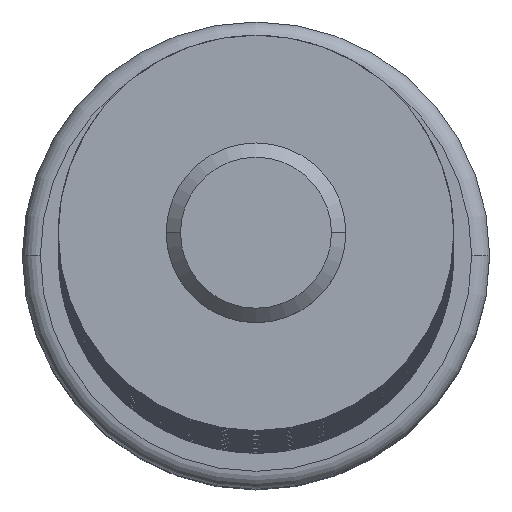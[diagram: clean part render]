
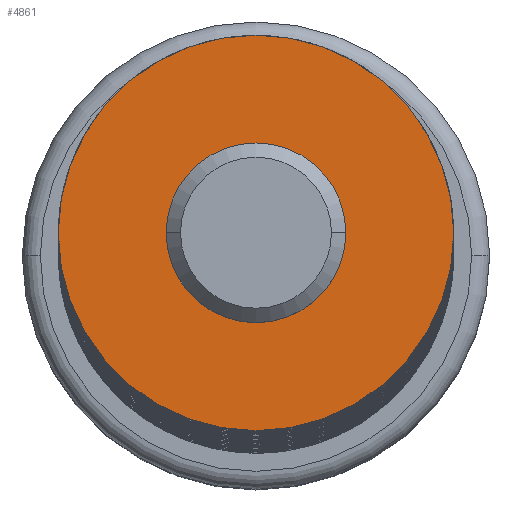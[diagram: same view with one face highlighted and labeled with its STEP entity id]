
A CAD part, top view. The second image highlights one B-rep face of the part: STEP entity #4861.
In plain terms, the highlighted planar face has unit normal (0, 0, 1).
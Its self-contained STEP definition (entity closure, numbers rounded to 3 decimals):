
#430 = VERTEX_POINT ( 'NONE', #12205 ) ;
#567 = EDGE_CURVE ( 'NONE', #430, #10656, #11611, .T. ) ;
#583 = AXIS2_PLACEMENT_3D ( 'NONE', #668, #759, #4766 ) ;
#668 = CARTESIAN_POINT ( 'NONE',  ( 0., 0., 0. ) ) ;
#759 = DIRECTION ( 'NONE',  ( 0., 0., -1. ) ) ;
#1001 = DIRECTION ( 'NONE',  ( -1., 0., 0. ) ) ;
#1140 = CIRCLE ( 'NONE', #1236, 1.25 ) ;
#1236 = AXIS2_PLACEMENT_3D ( 'NONE', #7761, #4825, #10926 ) ;
#1729 = AXIS2_PLACEMENT_3D ( 'NONE', #6450, #4449, #5422 ) ;
#1819 = CIRCLE ( 'NONE', #12602, 2.75 ) ;
#1991 = VERTEX_POINT ( 'NONE', #10769 ) ;
#2871 = FACE_OUTER_BOUND ( 'NONE', #2974, .T. ) ;
#2974 = EDGE_LOOP ( 'NONE', ( #11071, #4703 ) ) ;
#2991 = CIRCLE ( 'NONE', #583, 2.75 ) ;
#3221 = ORIENTED_EDGE ( 'NONE', *, *, #11626, .T. ) ;
#3636 = EDGE_CURVE ( 'NONE', #9196, #1991, #1819, .T. ) ;
#4449 = DIRECTION ( 'NONE',  ( 0., 0., -1. ) ) ;
#4474 = DIRECTION ( 'NONE',  ( 0., 0., -1. ) ) ;
#4703 = ORIENTED_EDGE ( 'NONE', *, *, #3636, .F. ) ;
#4766 = DIRECTION ( 'NONE',  ( -1., 0., 0. ) ) ;
#4825 = DIRECTION ( 'NONE',  ( 0., 0., -1. ) ) ;
#4861 = ADVANCED_FACE ( 'NONE', ( #2871, #10837 ), #11788, .F. ) ;
#5422 = DIRECTION ( 'NONE',  ( -1., 0., 0. ) ) ;
#5631 = CARTESIAN_POINT ( 'NONE',  ( -1.25, 0., 0. ) ) ;
#5822 = CARTESIAN_POINT ( 'NONE',  ( 0., 0., 0. ) ) ;
#6450 = CARTESIAN_POINT ( 'NONE',  ( 0., 0., 0. ) ) ;
#6875 = DIRECTION ( 'NONE',  ( 0., 0., -1. ) ) ;
#7761 = CARTESIAN_POINT ( 'NONE',  ( 0., 0., 0. ) ) ;
#9196 = VERTEX_POINT ( 'NONE', #9293 ) ;
#9293 = CARTESIAN_POINT ( 'NONE',  ( -2.75, 0., 0. ) ) ;
#9983 = ORIENTED_EDGE ( 'NONE', *, *, #567, .T. ) ;
#10607 = AXIS2_PLACEMENT_3D ( 'NONE', #5822, #6875, #1001 ) ;
#10656 = VERTEX_POINT ( 'NONE', #5631 ) ;
#10769 = CARTESIAN_POINT ( 'NONE',  ( 2.75, 0., 0. ) ) ;
#10837 = FACE_BOUND ( 'NONE', #10902, .T. ) ;
#10902 = EDGE_LOOP ( 'NONE', ( #3221, #9983 ) ) ;
#10926 = DIRECTION ( 'NONE',  ( -1., 0., 0. ) ) ;
#10938 = EDGE_CURVE ( 'NONE', #1991, #9196, #2991, .T. ) ;
#11071 = ORIENTED_EDGE ( 'NONE', *, *, #10938, .F. ) ;
#11278 = DIRECTION ( 'NONE',  ( -1., 0., 0. ) ) ;
#11611 = CIRCLE ( 'NONE', #1729, 1.25 ) ;
#11626 = EDGE_CURVE ( 'NONE', #10656, #430, #1140, .T. ) ;
#11788 = PLANE ( 'NONE',  #10607 ) ;
#12205 = CARTESIAN_POINT ( 'NONE',  ( 1.25, 0., 0. ) ) ;
#12324 = CARTESIAN_POINT ( 'NONE',  ( 0., 0., 0. ) ) ;
#12602 = AXIS2_PLACEMENT_3D ( 'NONE', #12324, #4474, #11278 ) ;
